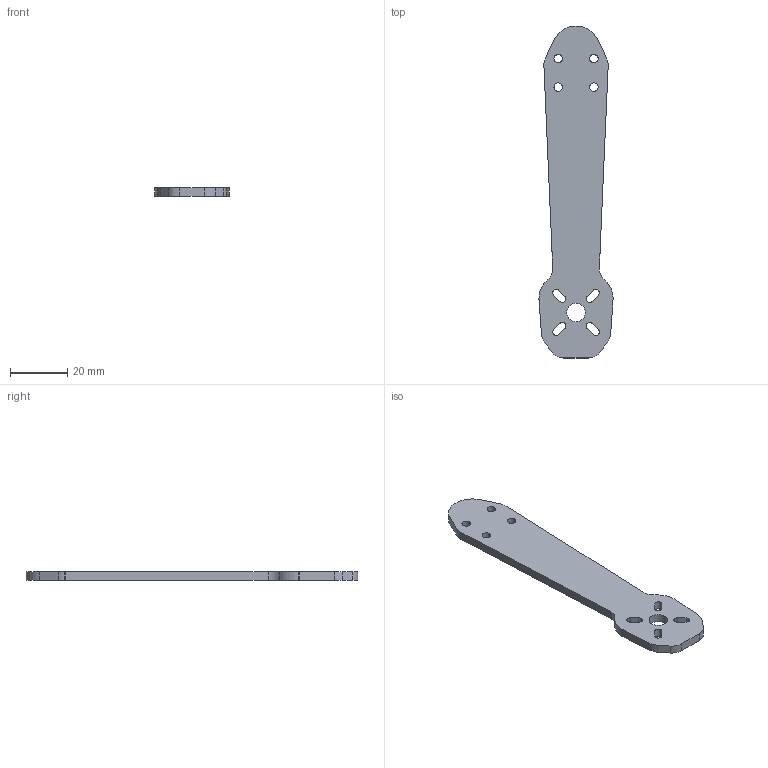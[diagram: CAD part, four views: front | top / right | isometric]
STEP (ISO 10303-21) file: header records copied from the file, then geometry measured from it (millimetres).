
FILE_DESCRIPTION (( 'STEP AP214' ), '1' );
FILE_NAME ('Arm.STEP', '2015-01-27T21:13:57', ( '' ), ( '' ), 'SwSTEP 2.0', 'SolidWorks 2015', '' );
FILE_SCHEMA (( 'AUTOMOTIVE_DESIGN' ));
Length unit declared in the file: millimetre
Products named in the file (1): Arm
Bounding box: 25.98 x 116.47 x 3 mm (x, y, z)
Volume: 6633.4 mm3; surface area: 5553.2 mm2
Topology: 1 solids, 1 shells, 55 faces, 159 edges, 106 vertices
Faces by surface type: cylinder 36, plane 19
Entity records: 1915 total; most frequent: DIRECTION 343, CARTESIAN_POINT 321, ORIENTED_EDGE 318, EDGE_CURVE 159, AXIS2_PLACEMENT_3D 128, VERTEX_POINT 106, VECTOR 87, LINE 87
